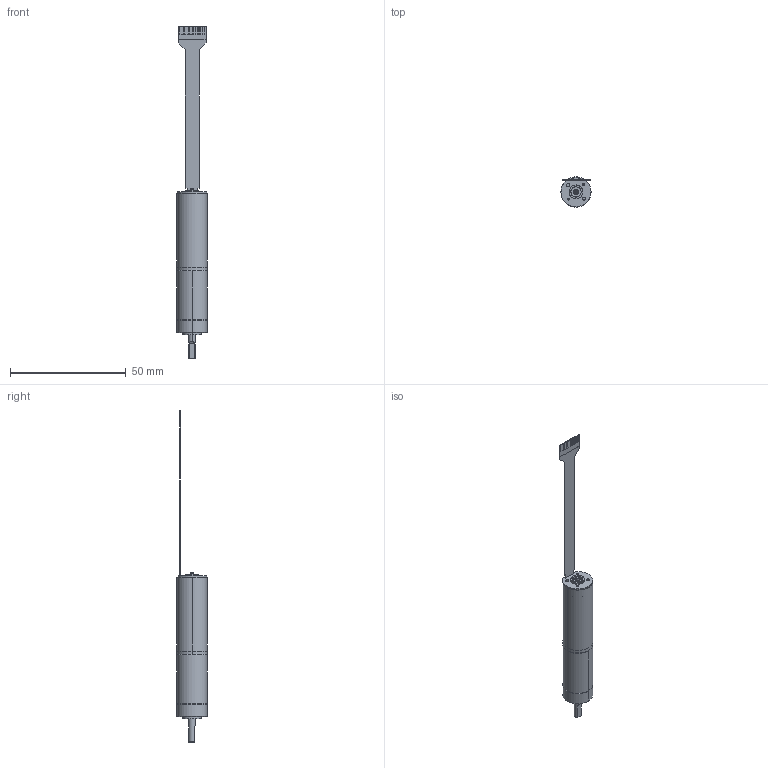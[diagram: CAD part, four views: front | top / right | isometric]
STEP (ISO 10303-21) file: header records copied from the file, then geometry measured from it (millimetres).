
FILE_DESCRIPTION((''),'2;1');
FILE_NAME('4611180002147','2023-10-10T13:14:59',('ms27607'),(''),'CREO PARAMETRIC BY PTC INC, 2018100','CREO PARAMETRIC BY PTC INC, 2018100','');
FILE_SCHEMA(('CONFIG_CONTROL_DESIGN'));
Length unit declared in the file: millimetre
Products named in the file (1): 4611180002147
Bounding box: 13 x 13 x 143.7 mm (x, y, z)
Surface area: 5299.7 mm2 (no closed solid volume)
Topology: 0 solids, 26 shells, 143 faces, 432 edges, 305 vertices
Faces by surface type: cylinder 49, plane 47, cone 29, torus 14, bspline 4
Entity records: 5403 total; most frequent: CARTESIAN_POINT 1570, DIRECTION 837, ORIENTED_EDGE 650, EDGE_CURVE 413, VERTEX_POINT 304, AXIS2_PLACEMENT_3D 301, VECTOR 235, LINE 235
